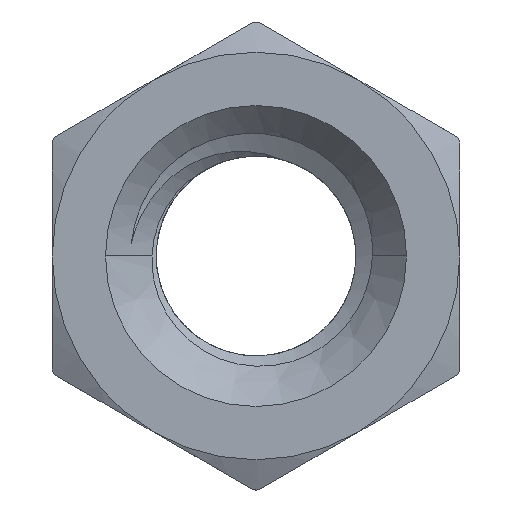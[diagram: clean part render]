
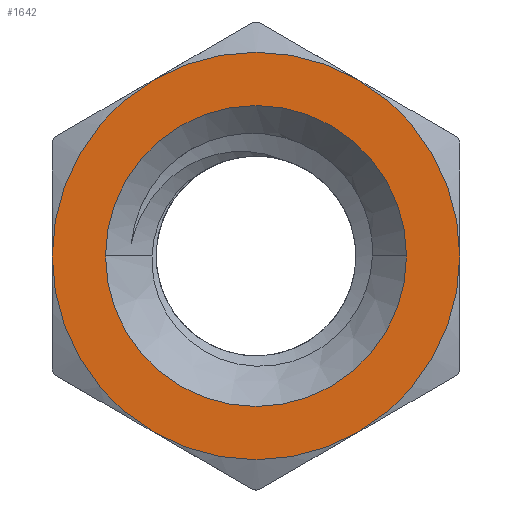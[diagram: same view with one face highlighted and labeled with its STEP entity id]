
A CAD part, front view. The second image highlights one B-rep face of the part: STEP entity #1642.
In plain terms, the highlighted planar face has unit normal (0, -1, 0).
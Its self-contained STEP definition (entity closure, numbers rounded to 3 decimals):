
#8 = EDGE_CURVE ( 'NONE', #2440, #526, #1142, .T. ) ;
#12 = EDGE_CURVE ( 'NONE', #2839, #98, #659, .T. ) ;
#30 = EDGE_CURVE ( 'NONE', #1477, #2839, #1038, .T. ) ;
#74 = CARTESIAN_POINT ( 'NONE',  ( 0., -4., 0. ) ) ;
#98 = VERTEX_POINT ( 'NONE', #1665 ) ;
#141 = CARTESIAN_POINT ( 'NONE',  ( 0., -4., 0. ) ) ;
#150 = DIRECTION ( 'NONE',  ( 0., 1., 0. ) ) ;
#161 = EDGE_CURVE ( 'NONE', #526, #1070, #486, .T. ) ;
#184 = AXIS2_PLACEMENT_3D ( 'NONE', #192, #2260, #264 ) ;
#192 = CARTESIAN_POINT ( 'NONE',  ( 0., -4., 0. ) ) ;
#264 = DIRECTION ( 'NONE',  ( 1., 0., 0. ) ) ;
#335 = AXIS2_PLACEMENT_3D ( 'NONE', #74, #2259, #502 ) ;
#413 = ORIENTED_EDGE ( 'NONE', *, *, #2001, .T. ) ;
#414 = CARTESIAN_POINT ( 'NONE',  ( 4.8, -4., 0. ) ) ;
#466 = FACE_BOUND ( 'NONE', #1726, .T. ) ;
#486 = CIRCLE ( 'NONE', #2204, 6.5 ) ;
#502 = DIRECTION ( 'NONE',  ( 0., 0., 1. ) ) ;
#506 = CARTESIAN_POINT ( 'NONE',  ( 0., -4., 0. ) ) ;
#526 = VERTEX_POINT ( 'NONE', #1388 ) ;
#535 = DIRECTION ( 'NONE',  ( 1., 0., 0. ) ) ;
#538 = ORIENTED_EDGE ( 'NONE', *, *, #161, .T. ) ;
#564 = CARTESIAN_POINT ( 'NONE',  ( 0., -4., 0. ) ) ;
#610 = EDGE_CURVE ( 'NONE', #1151, #1004, #1847, .T. ) ;
#659 = CIRCLE ( 'NONE', #925, 6.5 ) ;
#694 = ORIENTED_EDGE ( 'NONE', *, *, #12, .T. ) ;
#696 = CARTESIAN_POINT ( 'NONE',  ( 0., -4., 0. ) ) ;
#720 = AXIS2_PLACEMENT_3D ( 'NONE', #2328, #2098, #535 ) ;
#725 = CARTESIAN_POINT ( 'NONE',  ( 0., -4., 0. ) ) ;
#759 = AXIS2_PLACEMENT_3D ( 'NONE', #696, #940, #1161 ) ;
#812 = CIRCLE ( 'NONE', #866, 6.5 ) ;
#866 = AXIS2_PLACEMENT_3D ( 'NONE', #725, #1137, #1342 ) ;
#890 = CARTESIAN_POINT ( 'NONE',  ( -3.25, -4., 5.629 ) ) ;
#925 = AXIS2_PLACEMENT_3D ( 'NONE', #564, #1857, #1214 ) ;
#940 = DIRECTION ( 'NONE',  ( 0., 1., 0. ) ) ;
#957 = FACE_OUTER_BOUND ( 'NONE', #1692, .T. ) ;
#1004 = VERTEX_POINT ( 'NONE', #2592 ) ;
#1038 = CIRCLE ( 'NONE', #720, 6.5 ) ;
#1047 = DIRECTION ( 'NONE',  ( -1., 0., 0. ) ) ;
#1070 = VERTEX_POINT ( 'NONE', #890 ) ;
#1137 = DIRECTION ( 'NONE',  ( 0., -1., 0. ) ) ;
#1142 = CIRCLE ( 'NONE', #1359, 6.5 ) ;
#1151 = VERTEX_POINT ( 'NONE', #414 ) ;
#1161 = DIRECTION ( 'NONE',  ( -1., 0., 0. ) ) ;
#1214 = DIRECTION ( 'NONE',  ( 1., 0., 0. ) ) ;
#1269 = AXIS2_PLACEMENT_3D ( 'NONE', #141, #150, #1047 ) ;
#1302 = CARTESIAN_POINT ( 'NONE',  ( -3.25, -4., -5.629 ) ) ;
#1315 = ORIENTED_EDGE ( 'NONE', *, *, #610, .T. ) ;
#1342 = DIRECTION ( 'NONE',  ( 1., 0., 0. ) ) ;
#1359 = AXIS2_PLACEMENT_3D ( 'NONE', #506, #2519, #1785 ) ;
#1388 = CARTESIAN_POINT ( 'NONE',  ( 3.25, -4., 5.629 ) ) ;
#1394 = PLANE ( 'NONE',  #335 ) ;
#1402 = EDGE_CURVE ( 'NONE', #98, #2440, #2131, .T. ) ;
#1411 = ORIENTED_EDGE ( 'NONE', *, *, #30, .T. ) ;
#1414 = ORIENTED_EDGE ( 'NONE', *, *, #1402, .T. ) ;
#1477 = VERTEX_POINT ( 'NONE', #1936 ) ;
#1642 = ADVANCED_FACE ( 'NONE', ( #466, #957 ), #1394, .F. ) ;
#1665 = CARTESIAN_POINT ( 'NONE',  ( 3.25, -4., -5.629 ) ) ;
#1692 = EDGE_LOOP ( 'NONE', ( #538, #413, #1411, #694, #1414, #2474 ) ) ;
#1700 = DIRECTION ( 'NONE',  ( 0., -1., 0. ) ) ;
#1726 = EDGE_LOOP ( 'NONE', ( #1315, #2121 ) ) ;
#1785 = DIRECTION ( 'NONE',  ( 1., 0., 0. ) ) ;
#1847 = CIRCLE ( 'NONE', #759, 4.8 ) ;
#1857 = DIRECTION ( 'NONE',  ( 0., -1., 0. ) ) ;
#1908 = CIRCLE ( 'NONE', #1269, 4.8 ) ;
#1936 = CARTESIAN_POINT ( 'NONE',  ( -6.5, -4., 0. ) ) ;
#2001 = EDGE_CURVE ( 'NONE', #1070, #1477, #812, .T. ) ;
#2098 = DIRECTION ( 'NONE',  ( 0., -1., 0. ) ) ;
#2121 = ORIENTED_EDGE ( 'NONE', *, *, #2707, .T. ) ;
#2131 = CIRCLE ( 'NONE', #184, 6.5 ) ;
#2204 = AXIS2_PLACEMENT_3D ( 'NONE', #2594, #1700, #2347 ) ;
#2205 = CARTESIAN_POINT ( 'NONE',  ( 6.5, -4., 0. ) ) ;
#2259 = DIRECTION ( 'NONE',  ( 0., 1., 0. ) ) ;
#2260 = DIRECTION ( 'NONE',  ( 0., -1., 0. ) ) ;
#2328 = CARTESIAN_POINT ( 'NONE',  ( 0., -4., 0. ) ) ;
#2347 = DIRECTION ( 'NONE',  ( 1., 0., 0. ) ) ;
#2440 = VERTEX_POINT ( 'NONE', #2205 ) ;
#2474 = ORIENTED_EDGE ( 'NONE', *, *, #8, .T. ) ;
#2519 = DIRECTION ( 'NONE',  ( 0., -1., 0. ) ) ;
#2592 = CARTESIAN_POINT ( 'NONE',  ( -4.8, -4., 0. ) ) ;
#2594 = CARTESIAN_POINT ( 'NONE',  ( 0., -4., 0. ) ) ;
#2707 = EDGE_CURVE ( 'NONE', #1004, #1151, #1908, .T. ) ;
#2839 = VERTEX_POINT ( 'NONE', #1302 ) ;
